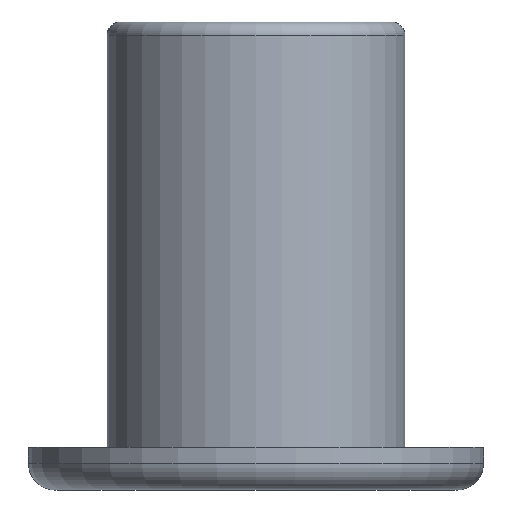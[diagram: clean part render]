
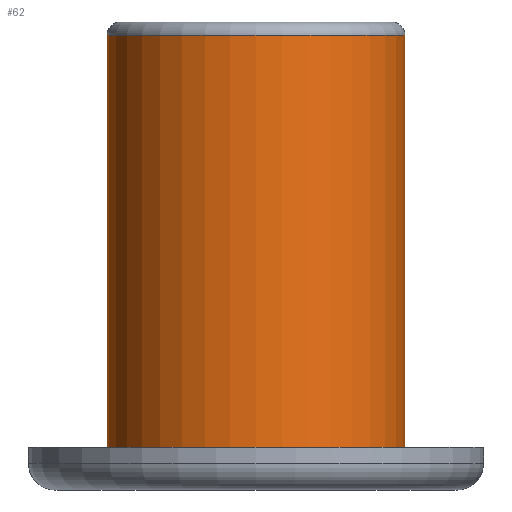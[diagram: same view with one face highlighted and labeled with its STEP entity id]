
A CAD part, front view. The second image highlights one B-rep face of the part: STEP entity #62.
In plain terms, the highlighted cylindrical face has radius 8.89 mm (diameter 17.78 mm), a full revolution.
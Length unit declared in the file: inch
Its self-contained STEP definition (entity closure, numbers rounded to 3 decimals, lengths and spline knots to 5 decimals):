
#62=ADVANCED_FACE('',(#140,#141),#142,.T.);
#86=EDGE_CURVE('',#184,#184,#185,.T.);
#90=EDGE_CURVE('',#190,#190,#191,.T.);
#140=FACE_BOUND('',#233,.T.);
#141=FACE_BOUND('',#234,.T.);
#142=CYLINDRICAL_SURFACE('',#235,0.35);
#184=VERTEX_POINT('',#282);
#185=CIRCLE('',#283,0.35);
#190=VERTEX_POINT('',#290);
#191=CIRCLE('',#291,0.35);
#233=EDGE_LOOP('',(#341));
#234=EDGE_LOOP('',(#342));
#235=AXIS2_PLACEMENT_3D('',#343,#344,#345);
#282=CARTESIAN_POINT('',(0.35,0.0,0.1));
#283=AXIS2_PLACEMENT_3D('',#400,#401,#402);
#290=CARTESIAN_POINT('',(0.35,0.0,1.06875));
#291=AXIS2_PLACEMENT_3D('',#406,#407,#408);
#341=ORIENTED_EDGE('',*,*,#86,.F.);
#342=ORIENTED_EDGE('',*,*,#90,.T.);
#343=CARTESIAN_POINT('',(0.0,0.0,0.0));
#344=DIRECTION('',(0.0,0.0,-1.0));
#345=DIRECTION('',(1.0,0.0,0.0));
#400=CARTESIAN_POINT('',(0.0,0.0,0.1));
#401=DIRECTION('',(0.0,0.0,-1.0));
#402=DIRECTION('',(1.0,0.0,0.0));
#406=CARTESIAN_POINT('',(0.0,0.0,1.06875));
#407=DIRECTION('',(0.0,0.0,-1.0));
#408=DIRECTION('',(1.0,0.0,0.0));
